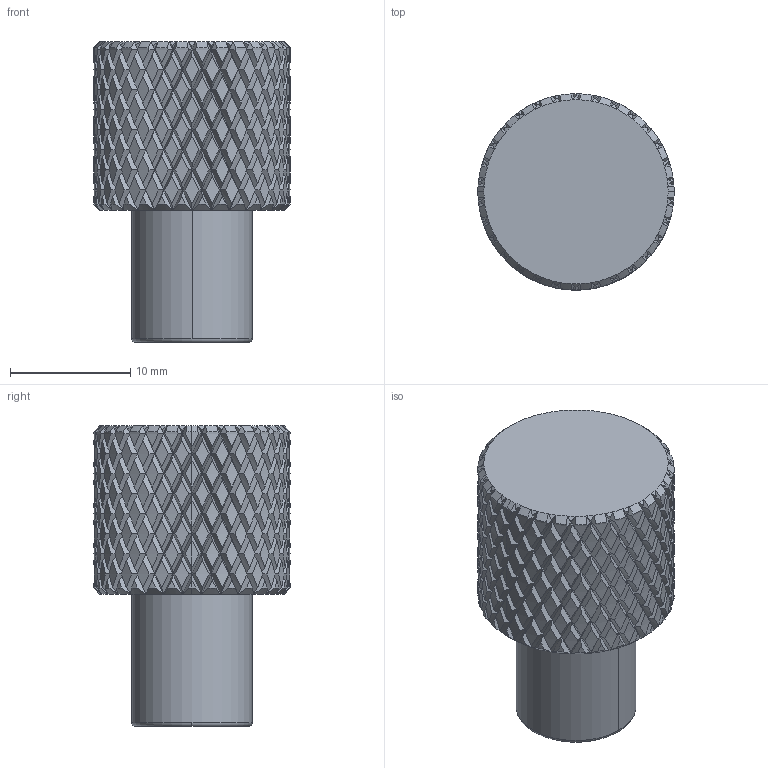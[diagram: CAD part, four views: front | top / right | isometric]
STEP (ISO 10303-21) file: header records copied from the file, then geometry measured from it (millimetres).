
FILE_DESCRIPTION(('Creo Elements/Direct Modeling STEP Export'),'2;1');
FILE_NAME('2464-16.stp','2024-09-12T10:07:45',(''),(''),'Creo Elements/Direct Modeling STEP processor for AP214 (Solid Model)','Creo Elements/Direct Modeling 20.0 12-Nov-2016 (C) Parametric Technology GmbH','');
FILE_SCHEMA(('AUTOMOTIVE_DESIGN { 1 0 10303 214 1 1 1 1 }'));
Length unit declared in the file: millimetre
Products named in the file (2): Haken; AL-10698
Assembly tree (1 placements, depth 2):
  AL-10698
    Haken
Bounding box: 16.3 x 16.3 x 25 mm (x, y, z)
Volume: 3578.2 mm3; surface area: 1992.2 mm2
Topology: 1 solids, 1 shells, 1470 faces, 2935 edges, 1468 vertices
Faces by surface type: bspline 1080, cylinder 286, cone 98, plane 4, torus 2
Entity records: 55064 total; most frequent: CARTESIAN_POINT 35706, ORIENTED_EDGE 5866, EDGE_CURVE 2933, B_SPLINE_CURVE_WITH_KNOTS 2190, SURFACE_CURVE 2190, EDGE_LOOP 1473, FACE_OUTER_BOUND 1470, ADVANCED_FACE 1470
